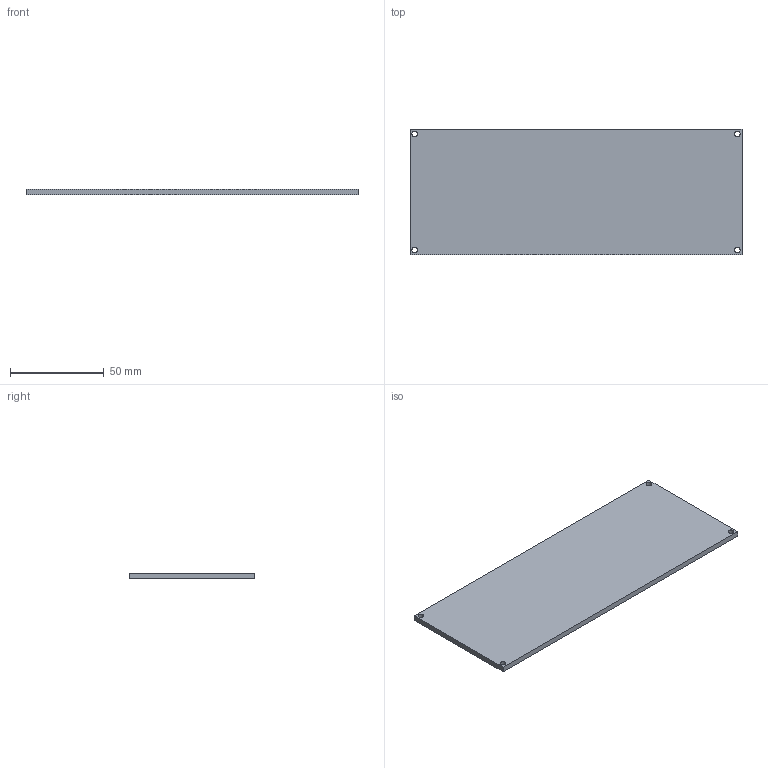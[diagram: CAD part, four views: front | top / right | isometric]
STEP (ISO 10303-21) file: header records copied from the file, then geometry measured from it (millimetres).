
FILE_DESCRIPTION(/* description */ (''),/* implementation_level */ '2;1');
FILE_NAME(/* name */ 'battery_sheet.stp',/* time_stamp */ '2019-02-04T11:55:29+03:00',/* author */ (''),/* organization */ (''),/* preprocessor_version */ 'ST-DEVELOPER v16.7',/* originating_system */ 'SIEMENS PLM Software NX 12.0',/* authorisation */ '');
FILE_SCHEMA (('AUTOMOTIVE_DESIGN { 1 0 10303 214 3 1 1 1 }'));
Length unit declared in the file: millimetre
Products named in the file (1): Lupa33181BA5e3pk
Bounding box: 177 x 67 x 3 mm (x, y, z)
Volume: 35492.2 mm3; surface area: 25238.5 mm2
Topology: 1 solids, 1 shells, 10 faces, 24 edges, 16 vertices
Faces by surface type: plane 6, cylinder 4
Full cylindrical faces by diameter (mm): 3 x4
Entity records: 324 total; most frequent: DIRECTION 50, CARTESIAN_POINT 47, ORIENTED_EDGE 40, EDGE_LOOP 22, EDGE_CURVE 20, AXIS2_PLACEMENT_3D 19, FACE_BOUND 18, VERTEX_POINT 16
